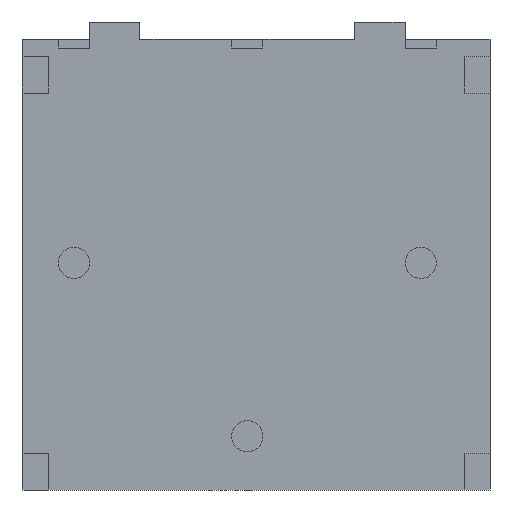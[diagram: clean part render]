
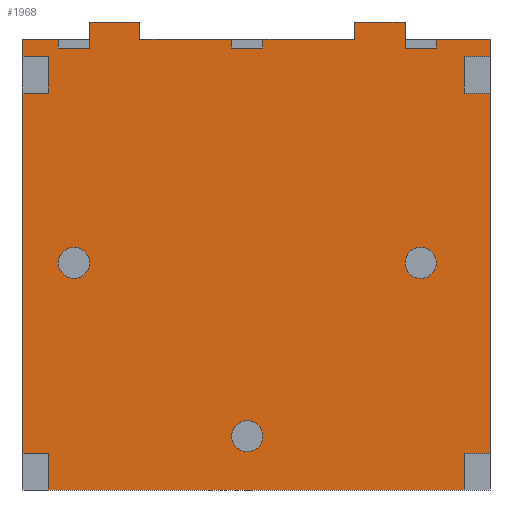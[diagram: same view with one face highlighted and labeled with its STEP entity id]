
A CAD part, front view. The second image highlights one B-rep face of the part: STEP entity #1968.
In plain terms, the highlighted planar face has unit normal (0, -1, 0).
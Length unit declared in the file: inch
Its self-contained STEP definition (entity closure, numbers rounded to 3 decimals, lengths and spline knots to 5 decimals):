
#1=DIRECTION('',(1.,0.,0.));
#2=VECTOR('',#1,0.053);
#3=CARTESIAN_POINT('',(0.068,0.,0.));
#4=LINE('',#3,#2);
#5=DIRECTION('',(0.,0.,-1.));
#6=VECTOR('',#5,0.005);
#7=CARTESIAN_POINT('',(0.121,0.,0.));
#8=LINE('',#7,#6);
#9=DIRECTION('',(1.,0.,0.));
#10=VECTOR('',#9,0.018);
#11=CARTESIAN_POINT('',(0.121,0.,-0.005));
#12=LINE('',#11,#10);
#13=DIRECTION('',(0.,0.,-1.));
#14=VECTOR('',#13,0.005);
#15=CARTESIAN_POINT('',(0.139,0.,0.));
#16=LINE('',#15,#14);
#17=DIRECTION('',(1.,0.,0.));
#18=VECTOR('',#17,0.053);
#19=CARTESIAN_POINT('',(0.139,0.,0.));
#20=LINE('',#19,#18);
#21=DIRECTION('',(0.,0.,1.));
#22=VECTOR('',#21,0.01);
#23=CARTESIAN_POINT('',(0.192,0.,0.));
#24=LINE('',#23,#22);
#25=DIRECTION('',(0.,0.,-1.));
#26=VECTOR('',#25,0.015);
#27=CARTESIAN_POINT('',(0.221,0.,0.01));
#28=LINE('',#27,#26);
#29=DIRECTION('',(1.,0.,0.));
#30=VECTOR('',#29,0.018);
#31=CARTESIAN_POINT('',(0.221,0.,-0.005));
#32=LINE('',#31,#30);
#33=DIRECTION('',(0.,0.,-1.));
#34=VECTOR('',#33,0.005);
#35=CARTESIAN_POINT('',(0.239,0.,0.));
#36=LINE('',#35,#34);
#37=DIRECTION('',(1.,0.,0.));
#38=VECTOR('',#37,0.031);
#39=CARTESIAN_POINT('',(0.239,0.,0.));
#40=LINE('',#39,#38);
#41=DIRECTION('',(0.,0.,-1.));
#42=VECTOR('',#41,0.01);
#43=CARTESIAN_POINT('',(0.27,0.,0.));
#44=LINE('',#43,#42);
#45=DIRECTION('',(-1.,0.,0.));
#46=VECTOR('',#45,0.015);
#47=CARTESIAN_POINT('',(0.27,0.,-0.01));
#48=LINE('',#47,#46);
#49=DIRECTION('',(0.,0.,-1.));
#50=VECTOR('',#49,0.021);
#51=CARTESIAN_POINT('',(0.255,0.,-0.01));
#52=LINE('',#51,#50);
#53=DIRECTION('',(-1.,0.,0.));
#54=VECTOR('',#53,0.015);
#55=CARTESIAN_POINT('',(0.27,0.,-0.031));
#56=LINE('',#55,#54);
#57=DIRECTION('',(0.,0.,-1.));
#58=VECTOR('',#57,0.208);
#59=CARTESIAN_POINT('',(0.27,0.,-0.031));
#60=LINE('',#59,#58);
#61=DIRECTION('',(-1.,0.,0.));
#62=VECTOR('',#61,0.015);
#63=CARTESIAN_POINT('',(0.27,0.,-0.239));
#64=LINE('',#63,#62);
#65=DIRECTION('',(0.,0.,1.));
#66=VECTOR('',#65,0.021);
#67=CARTESIAN_POINT('',(0.255,0.,-0.26));
#68=LINE('',#67,#66);
#69=DIRECTION('',(-1.,0.,0.));
#70=VECTOR('',#69,0.24);
#71=CARTESIAN_POINT('',(0.255,0.,-0.26));
#72=LINE('',#71,#70);
#73=DIRECTION('',(0.,0.,1.));
#74=VECTOR('',#73,0.021);
#75=CARTESIAN_POINT('',(0.015,0.,-0.26));
#76=LINE('',#75,#74);
#77=DIRECTION('',(1.,0.,0.));
#78=VECTOR('',#77,0.015);
#79=CARTESIAN_POINT('',(0.,0.,-0.239));
#80=LINE('',#79,#78);
#81=DIRECTION('',(0.,0.,1.));
#82=VECTOR('',#81,0.208);
#83=CARTESIAN_POINT('',(0.,0.,-0.239));
#84=LINE('',#83,#82);
#85=DIRECTION('',(1.,0.,0.));
#86=VECTOR('',#85,0.015);
#87=CARTESIAN_POINT('',(0.,0.,-0.031));
#88=LINE('',#87,#86);
#89=DIRECTION('',(0.,0.,1.));
#90=VECTOR('',#89,0.021);
#91=CARTESIAN_POINT('',(0.015,0.,-0.031));
#92=LINE('',#91,#90);
#93=DIRECTION('',(1.,0.,0.));
#94=VECTOR('',#93,0.015);
#95=CARTESIAN_POINT('',(0.,0.,-0.01));
#96=LINE('',#95,#94);
#97=DIRECTION('',(0.,0.,1.));
#98=VECTOR('',#97,0.01);
#99=CARTESIAN_POINT('',(0.,0.,-0.01));
#100=LINE('',#99,#98);
#101=DIRECTION('',(1.,0.,0.));
#102=VECTOR('',#101,0.021);
#103=CARTESIAN_POINT('',(0.,0.,0.));
#104=LINE('',#103,#102);
#105=DIRECTION('',(0.,0.,-1.));
#106=VECTOR('',#105,0.005);
#107=CARTESIAN_POINT('',(0.021,0.,0.));
#108=LINE('',#107,#106);
#109=DIRECTION('',(1.,0.,0.));
#110=VECTOR('',#109,0.018);
#111=CARTESIAN_POINT('',(0.021,0.,-0.005));
#112=LINE('',#111,#110);
#117=DIRECTION('',(0.,0.,-1.));
#118=VECTOR('',#117,0.015);
#119=CARTESIAN_POINT('',(0.039,0.,0.01));
#120=LINE('',#119,#118);
#1397=DIRECTION('',(1.,0.,0.));
#1398=VECTOR('',#1397,0.029);
#1399=CARTESIAN_POINT('',(0.192,0.,0.01));
#1400=LINE('',#1399,#1398);
#1409=DIRECTION('',(1.,0.,0.));
#1410=VECTOR('',#1409,0.029);
#1411=CARTESIAN_POINT('',(0.039,0.,0.01));
#1412=LINE('',#1411,#1410);
#1437=DIRECTION('',(0.,0.,1.));
#1438=VECTOR('',#1437,0.01);
#1439=CARTESIAN_POINT('',(0.068,0.,0.));
#1440=LINE('',#1439,#1438);
#1461=CARTESIAN_POINT('',(0.021,0.,-0.005));
#1462=CARTESIAN_POINT('',(0.039,0.,-0.005));
#1463=VERTEX_POINT('',#1461);
#1464=VERTEX_POINT('',#1462);
#1465=CARTESIAN_POINT('',(0.121,0.,-0.005));
#1466=CARTESIAN_POINT('',(0.139,0.,-0.005));
#1467=VERTEX_POINT('',#1465);
#1468=VERTEX_POINT('',#1466);
#1469=CARTESIAN_POINT('',(0.221,0.,-0.005));
#1470=CARTESIAN_POINT('',(0.239,0.,-0.005));
#1471=VERTEX_POINT('',#1469);
#1472=VERTEX_POINT('',#1470);
#1473=CARTESIAN_POINT('',(0.139,0.,0.));
#1474=VERTEX_POINT('',#1473);
#1475=CARTESIAN_POINT('',(0.121,0.,0.));
#1476=VERTEX_POINT('',#1475);
#1477=CARTESIAN_POINT('',(0.021,0.,0.));
#1478=VERTEX_POINT('',#1477);
#1479=CARTESIAN_POINT('',(0.239,0.,0.));
#1480=VERTEX_POINT('',#1479);
#1489=CARTESIAN_POINT('',(0.,0.,0.));
#1490=VERTEX_POINT('',#1489);
#1491=CARTESIAN_POINT('',(0.27,0.,0.));
#1492=VERTEX_POINT('',#1491);
#1525=CARTESIAN_POINT('',(0.27,0.,-0.239));
#1526=CARTESIAN_POINT('',(0.255,0.,-0.239));
#1527=VERTEX_POINT('',#1525);
#1528=VERTEX_POINT('',#1526);
#1529=CARTESIAN_POINT('',(0.255,0.,-0.26));
#1530=VERTEX_POINT('',#1529);
#1531=CARTESIAN_POINT('',(0.015,0.,-0.26));
#1532=CARTESIAN_POINT('',(0.015,0.,-0.239));
#1533=VERTEX_POINT('',#1531);
#1534=VERTEX_POINT('',#1532);
#1535=CARTESIAN_POINT('',(0.,0.,-0.239));
#1536=VERTEX_POINT('',#1535);
#1537=CARTESIAN_POINT('',(0.27,0.,-0.01));
#1538=CARTESIAN_POINT('',(0.255,0.,-0.01));
#1539=VERTEX_POINT('',#1537);
#1540=VERTEX_POINT('',#1538);
#1541=CARTESIAN_POINT('',(0.255,0.,-0.031));
#1542=VERTEX_POINT('',#1541);
#1543=CARTESIAN_POINT('',(0.27,0.,-0.031));
#1544=VERTEX_POINT('',#1543);
#1545=CARTESIAN_POINT('',(0.,0.,-0.031));
#1546=CARTESIAN_POINT('',(0.015,0.,-0.031));
#1547=VERTEX_POINT('',#1545);
#1548=VERTEX_POINT('',#1546);
#1549=CARTESIAN_POINT('',(0.015,0.,-0.01));
#1550=VERTEX_POINT('',#1549);
#1551=CARTESIAN_POINT('',(0.,0.,-0.01));
#1552=VERTEX_POINT('',#1551);
#1553=CARTESIAN_POINT('',(0.221,0.,0.01));
#1555=VERTEX_POINT('',#1553);
#1559=CARTESIAN_POINT('',(0.192,0.,0.01));
#1560=VERTEX_POINT('',#1559);
#1561=CARTESIAN_POINT('',(0.039,0.,0.01));
#1562=CARTESIAN_POINT('',(0.068,0.,0.01));
#1563=VERTEX_POINT('',#1561);
#1564=VERTEX_POINT('',#1562);
#1573=CARTESIAN_POINT('',(0.192,0.,0.));
#1574=VERTEX_POINT('',#1573);
#1575=CARTESIAN_POINT('',(0.068,0.,0.));
#1577=VERTEX_POINT('',#1575);
#1897=CARTESIAN_POINT('',(0.,0.,0.));
#1898=DIRECTION('',(0.,1.,0.));
#1899=DIRECTION('',(1.,0.,0.));
#1900=AXIS2_PLACEMENT_3D('',#1897,#1898,#1899);
#1901=PLANE('',#1900);
#1903=ORIENTED_EDGE('',*,*,#1902,.F.);
#1905=ORIENTED_EDGE('',*,*,#1904,.T.);
#1907=ORIENTED_EDGE('',*,*,#1906,.F.);
#1909=ORIENTED_EDGE('',*,*,#1908,.T.);
#1911=ORIENTED_EDGE('',*,*,#1910,.T.);
#1913=ORIENTED_EDGE('',*,*,#1912,.T.);
#1915=ORIENTED_EDGE('',*,*,#1914,.F.);
#1917=ORIENTED_EDGE('',*,*,#1916,.T.);
#1919=ORIENTED_EDGE('',*,*,#1918,.T.);
#1921=ORIENTED_EDGE('',*,*,#1920,.T.);
#1923=ORIENTED_EDGE('',*,*,#1922,.T.);
#1925=ORIENTED_EDGE('',*,*,#1924,.T.);
#1927=ORIENTED_EDGE('',*,*,#1926,.F.);
#1929=ORIENTED_EDGE('',*,*,#1928,.T.);
#1931=ORIENTED_EDGE('',*,*,#1930,.T.);
#1933=ORIENTED_EDGE('',*,*,#1932,.T.);
#1935=ORIENTED_EDGE('',*,*,#1934,.T.);
#1937=ORIENTED_EDGE('',*,*,#1936,.F.);
#1939=ORIENTED_EDGE('',*,*,#1938,.T.);
#1941=ORIENTED_EDGE('',*,*,#1940,.T.);
#1943=ORIENTED_EDGE('',*,*,#1942,.F.);
#1945=ORIENTED_EDGE('',*,*,#1944,.T.);
#1947=ORIENTED_EDGE('',*,*,#1946,.T.);
#1949=ORIENTED_EDGE('',*,*,#1948,.F.);
#1951=ORIENTED_EDGE('',*,*,#1950,.T.);
#1953=ORIENTED_EDGE('',*,*,#1952,.T.);
#1955=ORIENTED_EDGE('',*,*,#1954,.T.);
#1957=ORIENTED_EDGE('',*,*,#1956,.F.);
#1959=ORIENTED_EDGE('',*,*,#1958,.T.);
#1961=ORIENTED_EDGE('',*,*,#1960,.T.);
#1963=ORIENTED_EDGE('',*,*,#1962,.T.);
#1965=ORIENTED_EDGE('',*,*,#1964,.T.);
#1966=EDGE_LOOP('',(#1903,#1905,#1907,#1909,#1911,#1913,#1915,#1917,#1919,#1921,
#1923,#1925,#1927,#1929,#1931,#1933,#1935,#1937,#1939,#1941,#1943,#1945,#1947,
#1949,#1951,#1953,#1955,#1957,#1959,#1961,#1963,#1965));
#1967=FACE_OUTER_BOUND('',#1966,.F.);
#1968=ADVANCED_FACE('',(#1967),#1901,.F.);
#1902=EDGE_CURVE('',#1563,#1464,#120,.T.);
#1904=EDGE_CURVE('',#1563,#1564,#1412,.T.);
#1906=EDGE_CURVE('',#1577,#1564,#1440,.T.);
#1908=EDGE_CURVE('',#1577,#1476,#4,.T.);
#1910=EDGE_CURVE('',#1476,#1467,#8,.T.);
#1912=EDGE_CURVE('',#1467,#1468,#12,.T.);
#1914=EDGE_CURVE('',#1474,#1468,#16,.T.);
#1916=EDGE_CURVE('',#1474,#1574,#20,.T.);
#1918=EDGE_CURVE('',#1574,#1560,#24,.T.);
#1920=EDGE_CURVE('',#1560,#1555,#1400,.T.);
#1922=EDGE_CURVE('',#1555,#1471,#28,.T.);
#1924=EDGE_CURVE('',#1471,#1472,#32,.T.);
#1926=EDGE_CURVE('',#1480,#1472,#36,.T.);
#1928=EDGE_CURVE('',#1480,#1492,#40,.T.);
#1930=EDGE_CURVE('',#1492,#1539,#44,.T.);
#1932=EDGE_CURVE('',#1539,#1540,#48,.T.);
#1934=EDGE_CURVE('',#1540,#1542,#52,.T.);
#1936=EDGE_CURVE('',#1544,#1542,#56,.T.);
#1938=EDGE_CURVE('',#1544,#1527,#60,.T.);
#1940=EDGE_CURVE('',#1527,#1528,#64,.T.);
#1942=EDGE_CURVE('',#1530,#1528,#68,.T.);
#1944=EDGE_CURVE('',#1530,#1533,#72,.T.);
#1946=EDGE_CURVE('',#1533,#1534,#76,.T.);
#1948=EDGE_CURVE('',#1536,#1534,#80,.T.);
#1950=EDGE_CURVE('',#1536,#1547,#84,.T.);
#1952=EDGE_CURVE('',#1547,#1548,#88,.T.);
#1954=EDGE_CURVE('',#1548,#1550,#92,.T.);
#1956=EDGE_CURVE('',#1552,#1550,#96,.T.);
#1958=EDGE_CURVE('',#1552,#1490,#100,.T.);
#1960=EDGE_CURVE('',#1490,#1478,#104,.T.);
#1962=EDGE_CURVE('',#1478,#1463,#108,.T.);
#1964=EDGE_CURVE('',#1463,#1464,#112,.T.);
